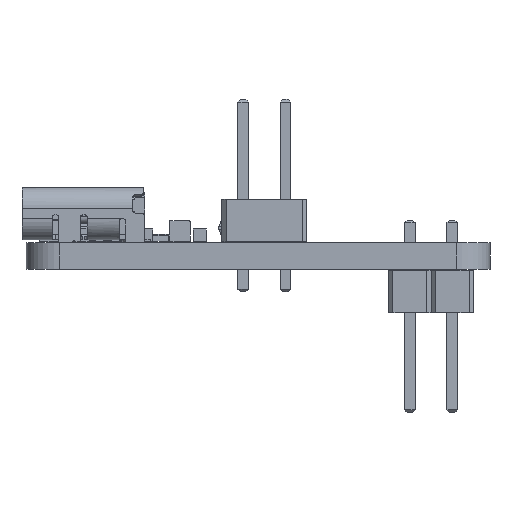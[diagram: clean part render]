
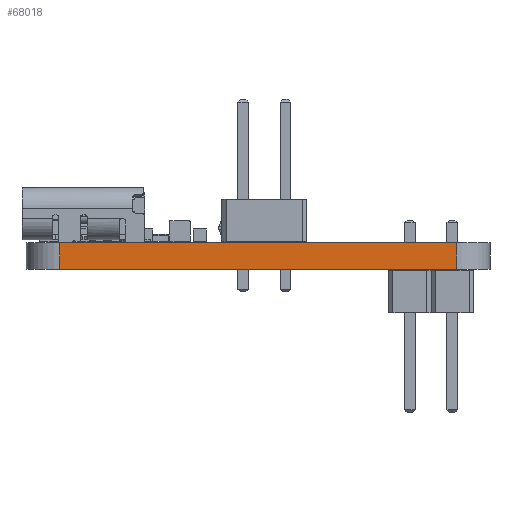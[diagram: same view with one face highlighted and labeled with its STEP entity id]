
A CAD part, left-side view. The second image highlights one B-rep face of the part: STEP entity #68018.
In plain terms, the highlighted planar face has unit normal (-1, 0, 0).
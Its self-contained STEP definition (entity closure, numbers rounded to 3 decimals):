
#66979 = VERTEX_POINT('',#66980);
#66980 = CARTESIAN_POINT('',(134.6,-74.,0.));
#66987 = EDGE_CURVE('',#66988,#66979,#66990,.T.);
#66988 = VERTEX_POINT('',#66989);
#66989 = CARTESIAN_POINT('',(134.6,-97.8,0.));
#66990 = LINE('',#66991,#66992);
#66991 = CARTESIAN_POINT('',(134.6,-97.8,0.));
#66992 = VECTOR('',#66993,1.);
#66993 = DIRECTION('',(0.,1.,0.));
#67485 = VERTEX_POINT('',#67486);
#67486 = CARTESIAN_POINT('',(134.6,-74.,1.6));
#67493 = EDGE_CURVE('',#67494,#67485,#67496,.T.);
#67494 = VERTEX_POINT('',#67495);
#67495 = CARTESIAN_POINT('',(134.6,-97.8,1.6));
#67496 = LINE('',#67497,#67498);
#67497 = CARTESIAN_POINT('',(134.6,-97.8,1.6));
#67498 = VECTOR('',#67499,1.);
#67499 = DIRECTION('',(0.,1.,0.));
#67988 = EDGE_CURVE('',#66979,#67485,#67989,.T.);
#67989 = LINE('',#67990,#67991);
#67990 = CARTESIAN_POINT('',(134.6,-74.,0.));
#67991 = VECTOR('',#67992,1.);
#67992 = DIRECTION('',(0.,0.,1.));
#68018 = ADVANCED_FACE('',(#68019),#68030,.T.);
#68019 = FACE_BOUND('',#68020,.T.);
#68020 = EDGE_LOOP('',(#68021,#68027,#68028,#68029));
#68021 = ORIENTED_EDGE('',*,*,#68022,.T.);
#68022 = EDGE_CURVE('',#66988,#67494,#68023,.T.);
#68023 = LINE('',#68024,#68025);
#68024 = CARTESIAN_POINT('',(134.6,-97.8,0.));
#68025 = VECTOR('',#68026,1.);
#68026 = DIRECTION('',(0.,0.,1.));
#68027 = ORIENTED_EDGE('',*,*,#67493,.T.);
#68028 = ORIENTED_EDGE('',*,*,#67988,.F.);
#68029 = ORIENTED_EDGE('',*,*,#66987,.F.);
#68030 = PLANE('',#68031);
#68031 = AXIS2_PLACEMENT_3D('',#68032,#68033,#68034);
#68032 = CARTESIAN_POINT('',(134.6,-97.8,0.));
#68033 = DIRECTION('',(-1.,0.,0.));
#68034 = DIRECTION('',(0.,1.,0.));
